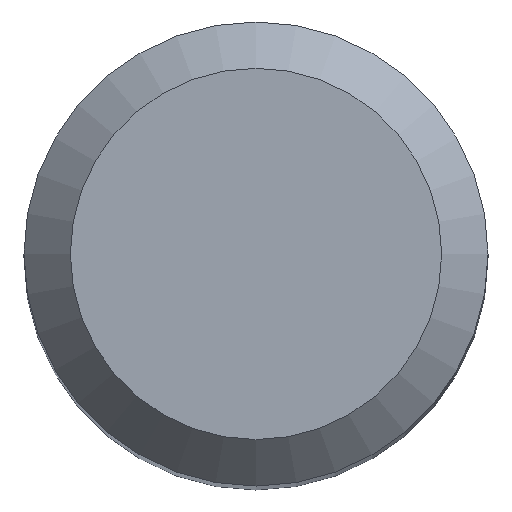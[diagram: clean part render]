
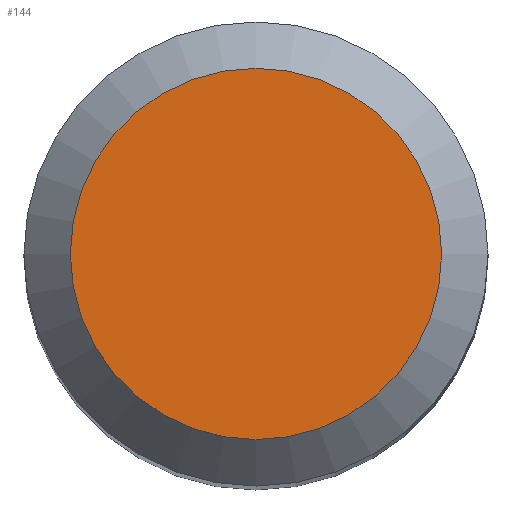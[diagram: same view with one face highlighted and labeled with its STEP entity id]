
A CAD part, top view. The second image highlights one B-rep face of the part: STEP entity #144.
In plain terms, the highlighted planar face has unit normal (0, 0, 1).
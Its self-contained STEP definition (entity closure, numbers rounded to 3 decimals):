
#1 = ORIENTED_EDGE ( 'NONE', *, *, #267, .F. ) ;
#6 = DIRECTION ( 'NONE',  ( 0., 0., -1. ) ) ;
#28 = DIRECTION ( 'NONE',  ( 0., 1., 0. ) ) ;
#64 = VERTEX_POINT ( 'NONE', #84 ) ;
#84 = CARTESIAN_POINT ( 'NONE',  ( 0., 1.6, 32. ) ) ;
#137 = AXIS2_PLACEMENT_3D ( 'NONE', #287, #6, #269 ) ;
#144 = ADVANCED_FACE ( 'NONE', ( #195 ), #149, .F. ) ;
#149 = PLANE ( 'NONE',  #179 ) ;
#179 = AXIS2_PLACEMENT_3D ( 'NONE', #239, #219, #28 ) ;
#195 = FACE_OUTER_BOUND ( 'NONE', #253, .T. ) ;
#219 = DIRECTION ( 'NONE',  ( 0., 0., -1. ) ) ;
#231 = CIRCLE ( 'NONE', #137, 1.6 ) ;
#239 = CARTESIAN_POINT ( 'NONE',  ( 0., 0., 32. ) ) ;
#253 = EDGE_LOOP ( 'NONE', ( #1 ) ) ;
#267 = EDGE_CURVE ( 'NONE', #64, #64, #231, .T. ) ;
#269 = DIRECTION ( 'NONE',  ( 0., 1., 0. ) ) ;
#287 = CARTESIAN_POINT ( 'NONE',  ( 0., 0., 32. ) ) ;
